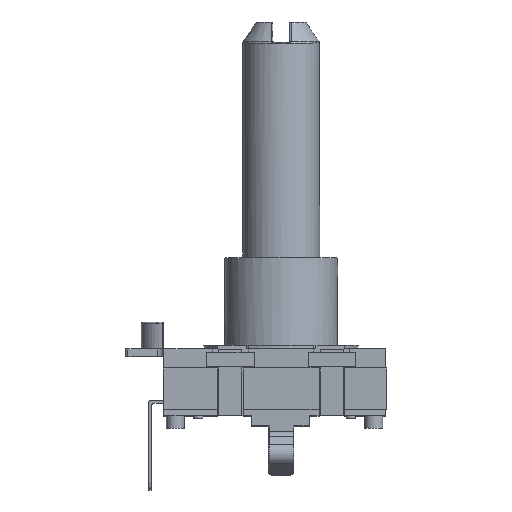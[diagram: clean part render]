
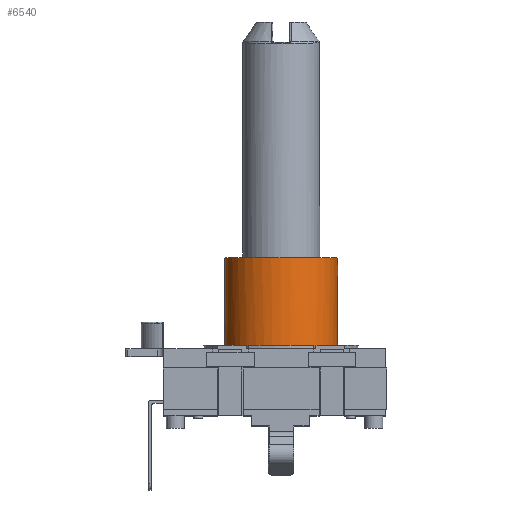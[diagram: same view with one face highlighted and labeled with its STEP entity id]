
A CAD part, top view. The second image highlights one B-rep face of the part: STEP entity #6540.
In plain terms, the highlighted cylindrical face has radius 4.4 mm (diameter 8.8 mm), a full revolution.
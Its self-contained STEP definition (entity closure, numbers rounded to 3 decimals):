
#644=FACE_OUTER_BOUND('',#992,.T.);
#992=EDGE_LOOP('',(#5659,#5660,#5661,#5662,#5663,#5664,#5665,#5666,#5667,
#5668,#5669,#5670,#5671,#5672,#5673,#5674,#5675,#5676,#5677,#5678));
#1584=LINE('',#11533,#2203);
#1593=LINE('',#11551,#2212);
#1598=LINE('',#11561,#2217);
#1608=LINE('',#11582,#2227);
#1612=LINE('',#11590,#2231);
#1613=LINE('',#11594,#2232);
#1614=LINE('',#11598,#2233);
#1615=LINE('',#11606,#2234);
#1616=LINE('',#11610,#2235);
#2203=VECTOR('',#8713,10.);
#2212=VECTOR('',#8724,10.);
#2217=VECTOR('',#8731,10.);
#2227=VECTOR('',#8743,10.);
#2231=VECTOR('',#8751,4.4);
#2232=VECTOR('',#8754,10.);
#2233=VECTOR('',#8757,10.);
#2234=VECTOR('',#8768,10.);
#2235=VECTOR('',#8771,10.);
#2490=CIRCLE('',#7098,4.4);
#2491=CIRCLE('',#7099,4.4);
#2492=CIRCLE('',#7100,4.4);
#2493=CIRCLE('',#7101,4.4);
#2494=CIRCLE('',#7102,4.4);
#2495=CIRCLE('',#7103,4.4);
#2496=CIRCLE('',#7104,4.4);
#2497=CIRCLE('',#7105,4.4);
#2498=CIRCLE('',#7106,4.4);
#2499=CIRCLE('',#7107,4.4);
#3056=VERTEX_POINT('',#11531);
#3057=VERTEX_POINT('',#11532);
#3064=VERTEX_POINT('',#11548);
#3065=VERTEX_POINT('',#11550);
#3068=VERTEX_POINT('',#11559);
#3069=VERTEX_POINT('',#11560);
#3078=VERTEX_POINT('',#11579);
#3079=VERTEX_POINT('',#11581);
#3080=VERTEX_POINT('',#11587);
#3081=VERTEX_POINT('',#11589);
#3082=VERTEX_POINT('',#11591);
#3083=VERTEX_POINT('',#11593);
#3084=VERTEX_POINT('',#11595);
#3085=VERTEX_POINT('',#11597);
#3086=VERTEX_POINT('',#11603);
#3087=VERTEX_POINT('',#11605);
#3088=VERTEX_POINT('',#11607);
#3089=VERTEX_POINT('',#11609);
#3944=EDGE_CURVE('',#3056,#3057,#1584,.T.);
#3953=EDGE_CURVE('',#3064,#3065,#1593,.T.);
#3958=EDGE_CURVE('',#3068,#3069,#1598,.T.);
#3968=EDGE_CURVE('',#3078,#3079,#1608,.T.);
#3972=EDGE_CURVE('',#3080,#3080,#2490,.T.);
#3973=EDGE_CURVE('',#3080,#3081,#1612,.T.);
#3974=EDGE_CURVE('',#3082,#3081,#2491,.T.);
#3975=EDGE_CURVE('',#3083,#3082,#1613,.T.);
#3976=EDGE_CURVE('',#3084,#3083,#2492,.T.);
#3977=EDGE_CURVE('',#3085,#3084,#1614,.T.);
#3978=EDGE_CURVE('',#3057,#3085,#2493,.T.);
#3979=EDGE_CURVE('',#3065,#3056,#2494,.T.);
#3980=EDGE_CURVE('',#3069,#3064,#2495,.T.);
#3981=EDGE_CURVE('',#3079,#3068,#2496,.T.);
#3982=EDGE_CURVE('',#3086,#3078,#2497,.T.);
#3983=EDGE_CURVE('',#3087,#3086,#1615,.T.);
#3984=EDGE_CURVE('',#3088,#3087,#2498,.T.);
#3985=EDGE_CURVE('',#3089,#3088,#1616,.T.);
#3986=EDGE_CURVE('',#3081,#3089,#2499,.T.);
#5659=ORIENTED_EDGE('',*,*,#3972,.T.);
#5660=ORIENTED_EDGE('',*,*,#3973,.T.);
#5661=ORIENTED_EDGE('',*,*,#3974,.F.);
#5662=ORIENTED_EDGE('',*,*,#3975,.F.);
#5663=ORIENTED_EDGE('',*,*,#3976,.F.);
#5664=ORIENTED_EDGE('',*,*,#3977,.F.);
#5665=ORIENTED_EDGE('',*,*,#3978,.F.);
#5666=ORIENTED_EDGE('',*,*,#3944,.F.);
#5667=ORIENTED_EDGE('',*,*,#3979,.F.);
#5668=ORIENTED_EDGE('',*,*,#3953,.F.);
#5669=ORIENTED_EDGE('',*,*,#3980,.F.);
#5670=ORIENTED_EDGE('',*,*,#3958,.F.);
#5671=ORIENTED_EDGE('',*,*,#3981,.F.);
#5672=ORIENTED_EDGE('',*,*,#3968,.F.);
#5673=ORIENTED_EDGE('',*,*,#3982,.F.);
#5674=ORIENTED_EDGE('',*,*,#3983,.F.);
#5675=ORIENTED_EDGE('',*,*,#3984,.F.);
#5676=ORIENTED_EDGE('',*,*,#3985,.F.);
#5677=ORIENTED_EDGE('',*,*,#3986,.F.);
#5678=ORIENTED_EDGE('',*,*,#3973,.F.);
#5945=CYLINDRICAL_SURFACE('',#7097,4.4);
#6540=ADVANCED_FACE('',(#644),#5945,.T.);
#7097=AXIS2_PLACEMENT_3D('',#11586,#8747,#8748);
#7098=AXIS2_PLACEMENT_3D('',#11588,#8749,#8750);
#7099=AXIS2_PLACEMENT_3D('',#11592,#8752,#8753);
#7100=AXIS2_PLACEMENT_3D('',#11596,#8755,#8756);
#7101=AXIS2_PLACEMENT_3D('',#11599,#8758,#8759);
#7102=AXIS2_PLACEMENT_3D('',#11600,#8760,#8761);
#7103=AXIS2_PLACEMENT_3D('',#11601,#8762,#8763);
#7104=AXIS2_PLACEMENT_3D('',#11602,#8764,#8765);
#7105=AXIS2_PLACEMENT_3D('',#11604,#8766,#8767);
#7106=AXIS2_PLACEMENT_3D('',#11608,#8769,#8770);
#7107=AXIS2_PLACEMENT_3D('',#11611,#8772,#8773);
#8713=DIRECTION('',(0.,1.,0.));
#8724=DIRECTION('',(0.,-1.,0.));
#8731=DIRECTION('',(0.,1.,0.));
#8743=DIRECTION('',(0.,-1.,0.));
#8747=DIRECTION('center_axis',(0.,1.,0.));
#8748=DIRECTION('ref_axis',(1.,0.,0.));
#8749=DIRECTION('center_axis',(0.,-1.,0.));
#8750=DIRECTION('ref_axis',(1.,0.,0.));
#8751=DIRECTION('',(0.,-1.,0.));
#8752=DIRECTION('center_axis',(0.,-1.,0.));
#8753=DIRECTION('ref_axis',(1.,0.,0.));
#8754=DIRECTION('',(0.,1.,0.));
#8755=DIRECTION('center_axis',(0.,-1.,0.));
#8756=DIRECTION('ref_axis',(1.,0.,0.));
#8757=DIRECTION('',(0.,-1.,0.));
#8758=DIRECTION('center_axis',(0.,-1.,0.));
#8759=DIRECTION('ref_axis',(1.,0.,0.));
#8760=DIRECTION('center_axis',(0.,-1.,0.));
#8761=DIRECTION('ref_axis',(1.,0.,0.));
#8762=DIRECTION('center_axis',(0.,-1.,0.));
#8763=DIRECTION('ref_axis',(1.,0.,0.));
#8764=DIRECTION('center_axis',(0.,-1.,0.));
#8765=DIRECTION('ref_axis',(1.,0.,0.));
#8766=DIRECTION('center_axis',(0.,-1.,0.));
#8767=DIRECTION('ref_axis',(1.,0.,0.));
#8768=DIRECTION('',(0.,1.,0.));
#8769=DIRECTION('center_axis',(0.,-1.,0.));
#8770=DIRECTION('ref_axis',(1.,0.,0.));
#8771=DIRECTION('',(0.,-1.,0.));
#8772=DIRECTION('center_axis',(0.,-1.,0.));
#8773=DIRECTION('ref_axis',(1.,0.,0.));
#11531=CARTESIAN_POINT('',(2.56,5.22,3.579));
#11532=CARTESIAN_POINT('',(2.56,5.49,3.579));
#11533=CARTESIAN_POINT('',(2.56,5.49,3.579));
#11548=CARTESIAN_POINT('',(2.718,5.49,3.46));
#11550=CARTESIAN_POINT('',(2.718,5.22,3.46));
#11551=CARTESIAN_POINT('',(2.718,5.49,3.46));
#11559=CARTESIAN_POINT('',(2.718,5.22,-3.46));
#11560=CARTESIAN_POINT('',(2.718,5.49,-3.46));
#11561=CARTESIAN_POINT('',(2.718,5.49,-3.46));
#11579=CARTESIAN_POINT('',(2.56,5.49,-3.579));
#11581=CARTESIAN_POINT('',(2.56,5.22,-3.579));
#11582=CARTESIAN_POINT('',(2.56,5.49,-3.579));
#11586=CARTESIAN_POINT('Origin',(0.,5.49,0.));
#11587=CARTESIAN_POINT('',(-4.4,12.32,0.));
#11588=CARTESIAN_POINT('Origin',(0.,12.32,0.));
#11589=CARTESIAN_POINT('',(-4.4,5.49,0.));
#11590=CARTESIAN_POINT('',(-4.4,5.49,0.));
#11591=CARTESIAN_POINT('',(-2.718,5.49,3.46));
#11592=CARTESIAN_POINT('Origin',(0.,5.49,0.));
#11593=CARTESIAN_POINT('',(-2.718,5.22,3.46));
#11594=CARTESIAN_POINT('',(-2.718,5.49,3.46));
#11595=CARTESIAN_POINT('',(-2.56,5.22,3.579));
#11596=CARTESIAN_POINT('Origin',(0.,5.22,0.));
#11597=CARTESIAN_POINT('',(-2.56,5.49,3.579));
#11598=CARTESIAN_POINT('',(-2.56,5.49,3.579));
#11599=CARTESIAN_POINT('Origin',(0.,5.49,0.));
#11600=CARTESIAN_POINT('Origin',(0.,5.22,0.));
#11601=CARTESIAN_POINT('Origin',(0.,5.49,0.));
#11602=CARTESIAN_POINT('Origin',(0.,5.22,0.));
#11603=CARTESIAN_POINT('',(-2.56,5.49,-3.579));
#11604=CARTESIAN_POINT('Origin',(0.,5.49,0.));
#11605=CARTESIAN_POINT('',(-2.56,5.22,-3.579));
#11606=CARTESIAN_POINT('',(-2.56,5.49,-3.579));
#11607=CARTESIAN_POINT('',(-2.718,5.22,-3.46));
#11608=CARTESIAN_POINT('Origin',(0.,5.22,0.));
#11609=CARTESIAN_POINT('',(-2.718,5.49,-3.46));
#11610=CARTESIAN_POINT('',(-2.718,5.49,-3.46));
#11611=CARTESIAN_POINT('Origin',(0.,5.49,0.));
